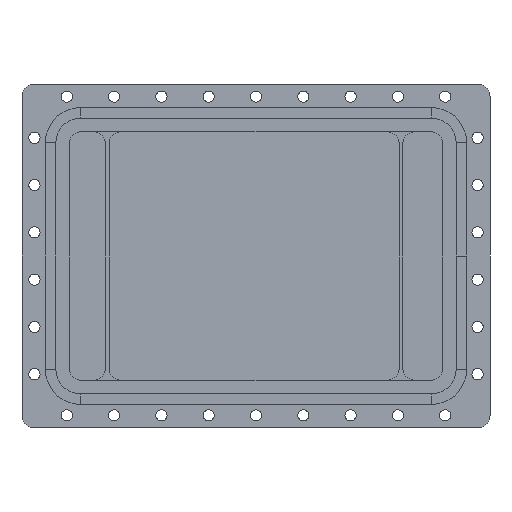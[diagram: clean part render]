
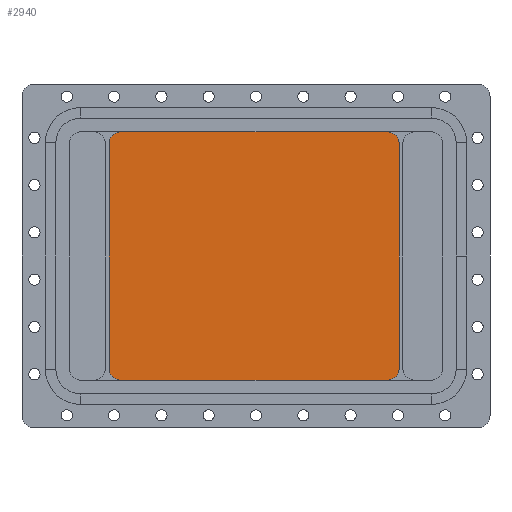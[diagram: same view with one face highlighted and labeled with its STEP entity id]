
A CAD part, front view. The second image highlights one B-rep face of the part: STEP entity #2940.
In plain terms, the highlighted planar face has unit normal (0, -1, 0).
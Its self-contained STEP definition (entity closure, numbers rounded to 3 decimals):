
#43 = VERTEX_POINT ( 'NONE', #2446 ) ;
#125 = ORIENTED_EDGE ( 'NONE', *, *, #4736, .T. ) ;
#156 = CARTESIAN_POINT ( 'NONE',  ( -59., 50., 45. ) ) ;
#223 = CARTESIAN_POINT ( 'NONE',  ( -75., 50., -50. ) ) ;
#339 = VERTEX_POINT ( 'NONE', #2048 ) ;
#377 = CARTESIAN_POINT ( 'NONE',  ( -54., 50., 50. ) ) ;
#501 = FACE_OUTER_BOUND ( 'NONE', #5000, .T. ) ;
#608 = CARTESIAN_POINT ( 'NONE',  ( -59., 50., 50. ) ) ;
#739 = CIRCLE ( 'NONE', #2055, 5. ) ;
#787 = DIRECTION ( 'NONE',  ( 0., 0., -1. ) ) ;
#979 = VERTEX_POINT ( 'NONE', #1623 ) ;
#1011 = AXIS2_PLACEMENT_3D ( 'NONE', #3473, #5091, #787 ) ;
#1018 = DIRECTION ( 'NONE',  ( 0., 0., -1. ) ) ;
#1138 = VECTOR ( 'NONE', #1018, 1000. ) ;
#1174 = LINE ( 'NONE', #3148, #5110 ) ;
#1304 = CARTESIAN_POINT ( 'NONE',  ( -54., 50., -50. ) ) ;
#1391 = LINE ( 'NONE', #223, #3566 ) ;
#1404 = ORIENTED_EDGE ( 'NONE', *, *, #3335, .F. ) ;
#1426 = DIRECTION ( 'NONE',  ( 0., 0., -1. ) ) ;
#1541 = EDGE_CURVE ( 'NONE', #3807, #3688, #739, .T. ) ;
#1614 = PLANE ( 'NONE',  #2255 ) ;
#1620 = EDGE_CURVE ( 'NONE', #4462, #2923, #1391, .T. ) ;
#1623 = CARTESIAN_POINT ( 'NONE',  ( 57.5, 50., -45. ) ) ;
#1656 = EDGE_CURVE ( 'NONE', #3688, #43, #2575, .T. ) ;
#1733 = CARTESIAN_POINT ( 'NONE',  ( 52.5, 50., -45. ) ) ;
#1871 = LINE ( 'NONE', #3465, #1138 ) ;
#1937 = CARTESIAN_POINT ( 'NONE',  ( 52.5, 50., 45. ) ) ;
#2048 = CARTESIAN_POINT ( 'NONE',  ( 52.5, 50., 50. ) ) ;
#2055 = AXIS2_PLACEMENT_3D ( 'NONE', #2551, #3707, #2527 ) ;
#2109 = CARTESIAN_POINT ( 'NONE',  ( 52.5, 50., -50. ) ) ;
#2111 = DIRECTION ( 'NONE',  ( 0., -1., 0. ) ) ;
#2189 = DIRECTION ( 'NONE',  ( -1., 0., 0. ) ) ;
#2227 = VERTEX_POINT ( 'NONE', #2451 ) ;
#2255 = AXIS2_PLACEMENT_3D ( 'NONE', #3224, #2111, #4801 ) ;
#2266 = EDGE_CURVE ( 'NONE', #4462, #979, #2331, .T. ) ;
#2331 = CIRCLE ( 'NONE', #2491, 5. ) ;
#2446 = CARTESIAN_POINT ( 'NONE',  ( -59., 50., -45. ) ) ;
#2451 = CARTESIAN_POINT ( 'NONE',  ( 57.5, 50., 45. ) ) ;
#2462 = ORIENTED_EDGE ( 'NONE', *, *, #2519, .T. ) ;
#2491 = AXIS2_PLACEMENT_3D ( 'NONE', #1733, #4536, #2933 ) ;
#2519 = EDGE_CURVE ( 'NONE', #2227, #339, #4332, .T. ) ;
#2527 = DIRECTION ( 'NONE',  ( 0., 0., -1. ) ) ;
#2551 = CARTESIAN_POINT ( 'NONE',  ( -54., 50., 45. ) ) ;
#2575 = LINE ( 'NONE', #608, #4236 ) ;
#2626 = DIRECTION ( 'NONE',  ( 0., 0., -1. ) ) ;
#2690 = ORIENTED_EDGE ( 'NONE', *, *, #1541, .T. ) ;
#2849 = ORIENTED_EDGE ( 'NONE', *, *, #1656, .T. ) ;
#2923 = VERTEX_POINT ( 'NONE', #1304 ) ;
#2933 = DIRECTION ( 'NONE',  ( 0., 0., -1. ) ) ;
#2940 = ADVANCED_FACE ( 'NONE', ( #501 ), #1614, .T. ) ;
#3148 = CARTESIAN_POINT ( 'NONE',  ( -75., 50., 50. ) ) ;
#3224 = CARTESIAN_POINT ( 'NONE',  ( 0., 50., 0. ) ) ;
#3244 = CIRCLE ( 'NONE', #1011, 5. ) ;
#3335 = EDGE_CURVE ( 'NONE', #2227, #979, #1871, .T. ) ;
#3465 = CARTESIAN_POINT ( 'NONE',  ( 57.5, 50., 50. ) ) ;
#3473 = CARTESIAN_POINT ( 'NONE',  ( -54., 50., -45. ) ) ;
#3566 = VECTOR ( 'NONE', #2189, 1000. ) ;
#3654 = ORIENTED_EDGE ( 'NONE', *, *, #2266, .T. ) ;
#3688 = VERTEX_POINT ( 'NONE', #156 ) ;
#3707 = DIRECTION ( 'NONE',  ( 0., -1., 0. ) ) ;
#3807 = VERTEX_POINT ( 'NONE', #377 ) ;
#3855 = EDGE_CURVE ( 'NONE', #3807, #339, #1174, .T. ) ;
#3922 = ORIENTED_EDGE ( 'NONE', *, *, #3855, .F. ) ;
#4024 = DIRECTION ( 'NONE',  ( 1., 0., 0. ) ) ;
#4032 = ORIENTED_EDGE ( 'NONE', *, *, #1620, .F. ) ;
#4166 = AXIS2_PLACEMENT_3D ( 'NONE', #1937, #4265, #1426 ) ;
#4236 = VECTOR ( 'NONE', #2626, 1000. ) ;
#4265 = DIRECTION ( 'NONE',  ( 0., -1., 0. ) ) ;
#4332 = CIRCLE ( 'NONE', #4166, 5. ) ;
#4462 = VERTEX_POINT ( 'NONE', #2109 ) ;
#4536 = DIRECTION ( 'NONE',  ( 0., -1., 0. ) ) ;
#4736 = EDGE_CURVE ( 'NONE', #43, #2923, #3244, .T. ) ;
#4801 = DIRECTION ( 'NONE',  ( 0., 0., -1. ) ) ;
#5000 = EDGE_LOOP ( 'NONE', ( #4032, #3654, #1404, #2462, #3922, #2690, #2849, #125 ) ) ;
#5091 = DIRECTION ( 'NONE',  ( 0., -1., 0. ) ) ;
#5110 = VECTOR ( 'NONE', #4024, 1000. ) ;
